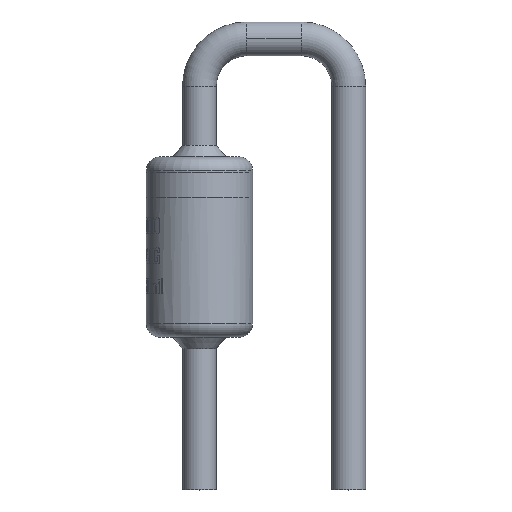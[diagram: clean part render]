
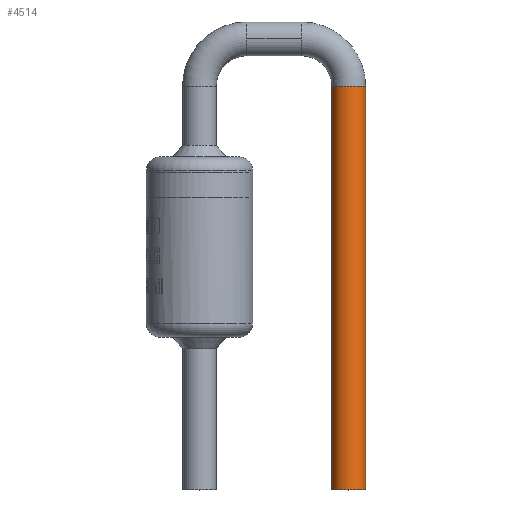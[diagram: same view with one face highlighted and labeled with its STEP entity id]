
A CAD part, top view. The second image highlights one B-rep face of the part: STEP entity #4514.
In plain terms, the highlighted cylindrical face has radius 0.431 mm (diameter 0.863 mm), a partial arc.
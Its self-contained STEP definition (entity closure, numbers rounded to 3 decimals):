
#32 = EDGE_CURVE ( 'NONE', #1525, #4008, #2665, .T. ) ;
#218 = CARTESIAN_POINT ( 'NONE',  ( 3.81, -2.6, 0. ) ) ;
#265 = AXIS2_PLACEMENT_3D ( 'NONE', #2063, #2093, #583 ) ;
#428 = ORIENTED_EDGE ( 'NONE', *, *, #3344, .F. ) ;
#438 = ORIENTED_EDGE ( 'NONE', *, *, #1257, .T. ) ;
#503 = VERTEX_POINT ( 'NONE', #755 ) ;
#513 = CIRCLE ( 'NONE', #1775, 0.432 ) ;
#583 = DIRECTION ( 'NONE',  ( 1., 0., 0. ) ) ;
#755 = CARTESIAN_POINT ( 'NONE',  ( 4.241, 7.705, 0. ) ) ;
#951 = CARTESIAN_POINT ( 'NONE',  ( 3.81, 7.705, 0. ) ) ;
#1257 = EDGE_CURVE ( 'NONE', #1525, #503, #2343, .T. ) ;
#1404 = CARTESIAN_POINT ( 'NONE',  ( 4.242, -2.6, 0. ) ) ;
#1525 = VERTEX_POINT ( 'NONE', #1404 ) ;
#1775 = AXIS2_PLACEMENT_3D ( 'NONE', #951, #2516, #4055 ) ;
#2063 = CARTESIAN_POINT ( 'NONE',  ( 3.81, -2.6, 0. ) ) ;
#2093 = DIRECTION ( 'NONE',  ( 0., -1., 0. ) ) ;
#2343 = LINE ( 'NONE', #2641, #2861 ) ;
#2425 = EDGE_CURVE ( 'NONE', #503, #2722, #513, .T. ) ;
#2445 = DIRECTION ( 'NONE',  ( 0., 1., 0. ) ) ;
#2516 = DIRECTION ( 'NONE',  ( 0., -1., 0. ) ) ;
#2545 = LINE ( 'NONE', #3304, #4848 ) ;
#2641 = CARTESIAN_POINT ( 'NONE',  ( 4.242, -2.6, 0. ) ) ;
#2665 = CIRCLE ( 'NONE', #265, 0.432 ) ;
#2722 = VERTEX_POINT ( 'NONE', #2846 ) ;
#2830 = DIRECTION ( 'NONE',  ( 0., 1., 0. ) ) ;
#2846 = CARTESIAN_POINT ( 'NONE',  ( 3.378, 7.705, 0. ) ) ;
#2861 = VECTOR ( 'NONE', #3473, 1000. ) ;
#2886 = ORIENTED_EDGE ( 'NONE', *, *, #32, .F. ) ;
#3032 = EDGE_LOOP ( 'NONE', ( #2886, #438, #4952, #428 ) ) ;
#3247 = AXIS2_PLACEMENT_3D ( 'NONE', #218, #2445, #4395 ) ;
#3262 = CYLINDRICAL_SURFACE ( 'NONE', #3247, 0.432 ) ;
#3298 = CARTESIAN_POINT ( 'NONE',  ( 3.379, -2.6, 0. ) ) ;
#3304 = CARTESIAN_POINT ( 'NONE',  ( 3.379, -2.6, 0. ) ) ;
#3344 = EDGE_CURVE ( 'NONE', #4008, #2722, #2545, .T. ) ;
#3473 = DIRECTION ( 'NONE',  ( 0., 1., 0. ) ) ;
#4008 = VERTEX_POINT ( 'NONE', #3298 ) ;
#4055 = DIRECTION ( 'NONE',  ( 1., 0., 0. ) ) ;
#4336 = FACE_OUTER_BOUND ( 'NONE', #3032, .T. ) ;
#4395 = DIRECTION ( 'NONE',  ( -1., 0., 0. ) ) ;
#4514 = ADVANCED_FACE ( 'NONE', ( #4336 ), #3262, .T. ) ;
#4848 = VECTOR ( 'NONE', #2830, 1000. ) ;
#4952 = ORIENTED_EDGE ( 'NONE', *, *, #2425, .T. ) ;
